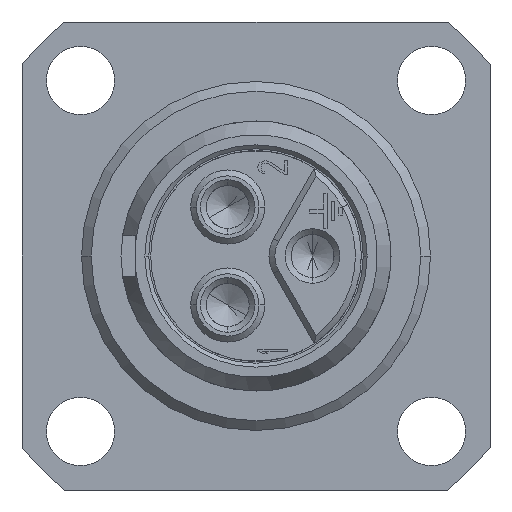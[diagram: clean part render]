
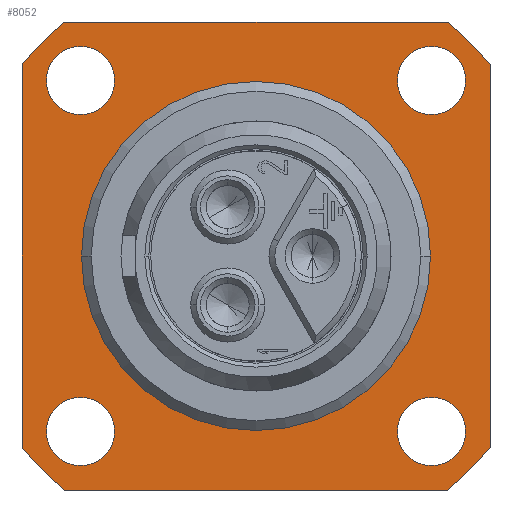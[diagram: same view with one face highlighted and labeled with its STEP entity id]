
A CAD part, left-side view. The second image highlights one B-rep face of the part: STEP entity #8052.
In plain terms, the highlighted planar face has unit normal (-1, 0, 0).
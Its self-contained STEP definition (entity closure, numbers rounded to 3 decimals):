
#301=CARTESIAN_POINT('',(0.7,0.,0.));
#302=DIRECTION('',(1.,0.,0.));
#303=DIRECTION('',(0.,1.,0.));
#304=AXIS2_PLACEMENT_3D('',#301,#302,#303);
#314=CARTESIAN_POINT('',(0.7,0.,0.));
#315=DIRECTION('',(1.,0.,0.));
#316=DIRECTION('',(0.,-1.,0.));
#317=AXIS2_PLACEMENT_3D('',#314,#315,#316);
#319=DIRECTION('',(0.,1.,0.));
#320=VECTOR('',#319,19.621);
#321=CARTESIAN_POINT('',(0.7,-9.811,12.));
#322=LINE('768',#321,#320);
#323=CARTESIAN_POINT('',(0.7,0.,0.));
#324=DIRECTION('',(1.,0.,0.));
#325=DIRECTION('',(0.,-0.633,0.774));
#326=AXIS2_PLACEMENT_3D('',#323,#324,#325);
#328=DIRECTION('',(0.,0.,1.));
#329=VECTOR('',#328,19.621);
#330=CARTESIAN_POINT('',(0.7,-12.,-9.811));
#331=LINE('769',#330,#329);
#332=CARTESIAN_POINT('',(0.7,0.,0.));
#333=DIRECTION('',(1.,0.,0.));
#334=DIRECTION('',(0.,-0.774,-0.633));
#335=AXIS2_PLACEMENT_3D('',#332,#333,#334);
#337=DIRECTION('',(0.,-1.,0.));
#338=VECTOR('',#337,19.621);
#339=CARTESIAN_POINT('',(0.7,9.811,-12.));
#340=LINE('770',#339,#338);
#341=CARTESIAN_POINT('',(0.7,0.,0.));
#342=DIRECTION('',(1.,0.,0.));
#343=DIRECTION('',(0.,0.633,-0.774));
#344=AXIS2_PLACEMENT_3D('',#341,#342,#343);
#346=DIRECTION('',(0.,0.,-1.));
#347=VECTOR('',#346,19.621);
#348=CARTESIAN_POINT('',(0.7,12.,9.811));
#349=LINE('771',#348,#347);
#350=CARTESIAN_POINT('',(0.7,0.,0.));
#351=DIRECTION('',(1.,0.,0.));
#352=DIRECTION('',(0.,0.774,0.633));
#353=AXIS2_PLACEMENT_3D('',#350,#351,#352);
#355=CARTESIAN_POINT('',(0.7,9.,-9.));
#356=DIRECTION('',(-1.,0.,0.));
#357=DIRECTION('',(0.,0.,-1.));
#358=AXIS2_PLACEMENT_3D('',#355,#356,#357);
#360=CARTESIAN_POINT('',(0.7,9.,-9.));
#361=DIRECTION('',(-1.,0.,0.));
#362=DIRECTION('',(0.,0.,1.));
#363=AXIS2_PLACEMENT_3D('',#360,#361,#362);
#365=CARTESIAN_POINT('',(0.7,9.,9.));
#366=DIRECTION('',(-1.,0.,0.));
#367=DIRECTION('',(0.,0.,-1.));
#368=AXIS2_PLACEMENT_3D('',#365,#366,#367);
#370=CARTESIAN_POINT('',(0.7,9.,9.));
#371=DIRECTION('',(-1.,0.,0.));
#372=DIRECTION('',(0.,0.,1.));
#373=AXIS2_PLACEMENT_3D('',#370,#371,#372);
#375=CARTESIAN_POINT('',(0.7,-9.,-9.));
#376=DIRECTION('',(-1.,0.,0.));
#377=DIRECTION('',(0.,0.,-1.));
#378=AXIS2_PLACEMENT_3D('',#375,#376,#377);
#380=CARTESIAN_POINT('',(0.7,-9.,-9.));
#381=DIRECTION('',(-1.,0.,0.));
#382=DIRECTION('',(0.,0.,1.));
#383=AXIS2_PLACEMENT_3D('',#380,#381,#382);
#385=CARTESIAN_POINT('',(0.7,-9.,9.));
#386=DIRECTION('',(-1.,0.,0.));
#387=DIRECTION('',(0.,0.,-1.));
#388=AXIS2_PLACEMENT_3D('',#385,#386,#387);
#390=CARTESIAN_POINT('',(0.7,-9.,9.));
#391=DIRECTION('',(-1.,0.,0.));
#392=DIRECTION('',(0.,0.,1.));
#393=AXIS2_PLACEMENT_3D('',#390,#391,#392);
#6213=CARTESIAN_POINT('',(0.7,8.95,0.));
#6214=VERTEX_POINT('',#6213);
#6215=CARTESIAN_POINT('',(0.7,-8.95,0.));
#6216=VERTEX_POINT('',#6215);
#6233=CARTESIAN_POINT('',(0.7,9.,-10.75));
#6234=CARTESIAN_POINT('',(0.7,9.,-7.25));
#6235=VERTEX_POINT('',#6233);
#6236=VERTEX_POINT('',#6234);
#6237=CARTESIAN_POINT('',(0.7,9.,7.25));
#6238=CARTESIAN_POINT('',(0.7,9.,10.75));
#6239=VERTEX_POINT('',#6237);
#6240=VERTEX_POINT('',#6238);
#6241=CARTESIAN_POINT('',(0.7,-9.,-10.75));
#6242=CARTESIAN_POINT('',(0.7,-9.,-7.25));
#6243=VERTEX_POINT('',#6241);
#6244=VERTEX_POINT('',#6242);
#6245=CARTESIAN_POINT('',(0.7,-9.,7.25));
#6246=CARTESIAN_POINT('',(0.7,-9.,10.75));
#6247=VERTEX_POINT('',#6245);
#6248=VERTEX_POINT('',#6246);
#6354=CARTESIAN_POINT('',(0.7,-9.811,12.));
#6355=CARTESIAN_POINT('',(0.7,9.811,12.));
#6356=VERTEX_POINT('',#6354);
#6357=VERTEX_POINT('',#6355);
#6358=CARTESIAN_POINT('',(0.7,-12.,-9.811));
#6359=CARTESIAN_POINT('',(0.7,-12.,9.811));
#6360=VERTEX_POINT('',#6358);
#6361=VERTEX_POINT('',#6359);
#6362=CARTESIAN_POINT('',(0.7,9.811,-12.));
#6363=CARTESIAN_POINT('',(0.7,-9.811,-12.));
#6364=VERTEX_POINT('',#6362);
#6365=VERTEX_POINT('',#6363);
#6366=CARTESIAN_POINT('',(0.7,12.,9.811));
#6367=CARTESIAN_POINT('',(0.7,12.,-9.811));
#6368=VERTEX_POINT('',#6366);
#6369=VERTEX_POINT('',#6367);
#8001=CARTESIAN_POINT('',(0.7,0.,0.));
#8002=DIRECTION('',(1.,0.,0.));
#8003=DIRECTION('',(0.,0.,-1.));
#8004=AXIS2_PLACEMENT_3D('',#8001,#8002,#8003);
#8005=PLANE('286',#8004);
#8007=ORIENTED_EDGE('768',*,*,#8006,.F.);
#8009=ORIENTED_EDGE('819',*,*,#8008,.T.);
#8011=ORIENTED_EDGE('769',*,*,#8010,.F.);
#8013=ORIENTED_EDGE('818',*,*,#8012,.T.);
#8015=ORIENTED_EDGE('770',*,*,#8014,.F.);
#8017=ORIENTED_EDGE('817',*,*,#8016,.T.);
#8019=ORIENTED_EDGE('771',*,*,#8018,.F.);
#8021=ORIENTED_EDGE('806',*,*,#8020,.T.);
#8022=EDGE_LOOP('286',(#8007,#8009,#8011,#8013,#8015,#8017,#8019,#8021));
#8023=FACE_OUTER_BOUND('286',#8022,.F.);
#8025=ORIENTED_EDGE('672',*,*,#8024,.T.);
#8027=ORIENTED_EDGE('673',*,*,#8026,.T.);
#8028=EDGE_LOOP('286',(#8025,#8027));
#8029=FACE_BOUND('286',#8028,.F.);
#8031=ORIENTED_EDGE('674',*,*,#8030,.T.);
#8033=ORIENTED_EDGE('675',*,*,#8032,.T.);
#8034=EDGE_LOOP('286',(#8031,#8033));
#8035=FACE_BOUND('286',#8034,.F.);
#8037=ORIENTED_EDGE('676',*,*,#8036,.T.);
#8039=ORIENTED_EDGE('677',*,*,#8038,.T.);
#8040=EDGE_LOOP('286',(#8037,#8039));
#8041=FACE_BOUND('286',#8040,.F.);
#8043=ORIENTED_EDGE('678',*,*,#8042,.T.);
#8045=ORIENTED_EDGE('679',*,*,#8044,.T.);
#8046=EDGE_LOOP('286',(#8043,#8045));
#8047=FACE_BOUND('286',#8046,.F.);
#8048=ORIENTED_EDGE('662',*,*,#7966,.F.);
#8049=ORIENTED_EDGE('663',*,*,#7989,.F.);
#8050=EDGE_LOOP('286',(#8048,#8049));
#8051=FACE_BOUND('286',#8050,.F.);
#305=CIRCLE('662',#304,8.95);
#318=CIRCLE('663',#317,8.95);
#327=CIRCLE('819',#326,15.5);
#336=CIRCLE('818',#335,15.5);
#345=CIRCLE('817',#344,15.5);
#354=CIRCLE('806',#353,15.5);
#359=CIRCLE('672',#358,1.75);
#364=CIRCLE('673',#363,1.75);
#369=CIRCLE('674',#368,1.75);
#374=CIRCLE('675',#373,1.75);
#379=CIRCLE('676',#378,1.75);
#384=CIRCLE('677',#383,1.75);
#389=CIRCLE('678',#388,1.75);
#394=CIRCLE('679',#393,1.75);
#7966=EDGE_CURVE('662',#6214,#6216,#305,.T.);
#7989=EDGE_CURVE('663',#6216,#6214,#318,.T.);
#8006=EDGE_CURVE('768',#6356,#6357,#322,.T.);
#8008=EDGE_CURVE('819',#6356,#6361,#327,.T.);
#8010=EDGE_CURVE('769',#6360,#6361,#331,.T.);
#8012=EDGE_CURVE('818',#6360,#6365,#336,.T.);
#8014=EDGE_CURVE('770',#6364,#6365,#340,.T.);
#8016=EDGE_CURVE('817',#6364,#6369,#345,.T.);
#8018=EDGE_CURVE('771',#6368,#6369,#349,.T.);
#8020=EDGE_CURVE('806',#6368,#6357,#354,.T.);
#8024=EDGE_CURVE('672',#6235,#6236,#359,.T.);
#8026=EDGE_CURVE('673',#6236,#6235,#364,.T.);
#8030=EDGE_CURVE('674',#6239,#6240,#369,.T.);
#8032=EDGE_CURVE('675',#6240,#6239,#374,.T.);
#8036=EDGE_CURVE('676',#6243,#6244,#379,.T.);
#8038=EDGE_CURVE('677',#6244,#6243,#384,.T.);
#8042=EDGE_CURVE('678',#6247,#6248,#389,.T.);
#8044=EDGE_CURVE('679',#6248,#6247,#394,.T.);
#8052=ADVANCED_FACE('286',(#8023,#8029,#8035,#8041,#8047,#8051),#8005,.F.);
